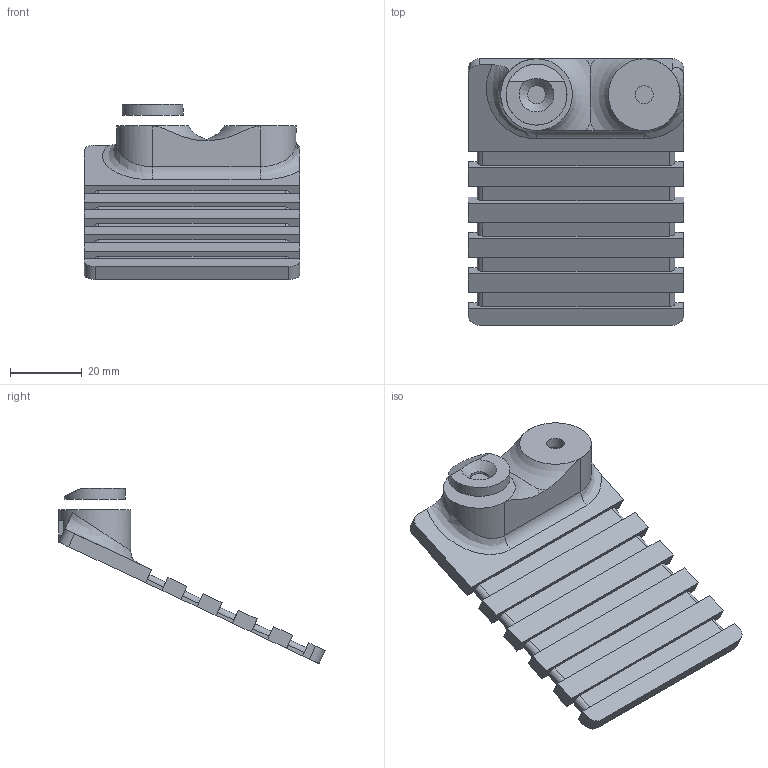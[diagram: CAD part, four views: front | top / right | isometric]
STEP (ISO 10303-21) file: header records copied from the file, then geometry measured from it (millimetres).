
FILE_DESCRIPTION(/* description */ (''),/* implementation_level */ '2;1');
FILE_NAME(/* name */ 'PCV plate v9.step',/* time_stamp */ '2020-12-08T19:31:30-08:00',/* author */ (''),/* organization */ (''),/* preprocessor_version */ 'ST-DEVELOPER v18.1',/* originating_system */ 'Autodesk Translation Framework v9.3.0.1241',/* authorisation */ '');
FILE_SCHEMA (('AUTOMOTIVE_DESIGN { 1 0 10303 214 3 1 1 }'));
Length unit declared in the file: millimetre
Products named in the file (1): PCV plate
Bounding box: 60 x 74.2 x 48.81 mm (x, y, z)
Volume: 23911 mm3; surface area: 13736.5 mm2
Topology: 2 solids, 2 shells, 104 faces, 284 edges, 185 vertices
Faces by surface type: plane 72, cylinder 27, bspline 2, torus 2, cone 1
Full cylindrical faces by diameter (mm): 5 x5, 17 x1
Entity records: 3515 total; most frequent: CARTESIAN_POINT 795, ORIENTED_EDGE 568, DIRECTION 551, EDGE_CURVE 284, LINE 205, VECTOR 205, VERTEX_POINT 185, AXIS2_PLACEMENT_3D 173
